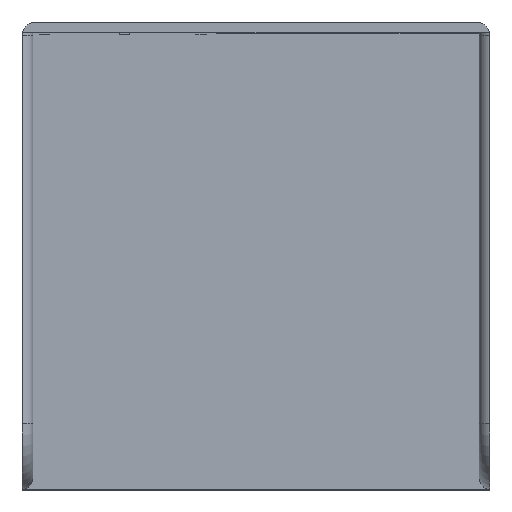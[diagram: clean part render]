
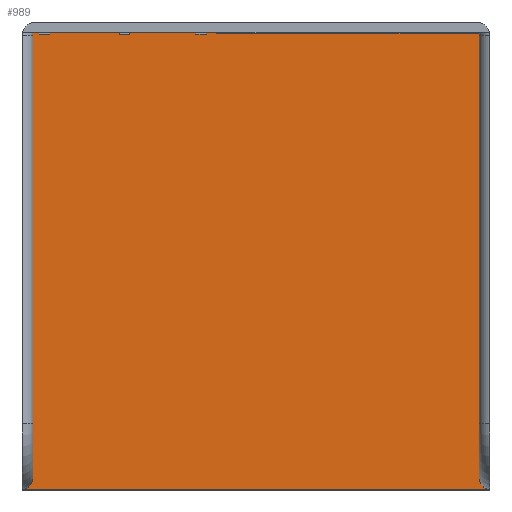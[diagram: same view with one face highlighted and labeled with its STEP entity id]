
A CAD part, top view. The second image highlights one B-rep face of the part: STEP entity #989.
In plain terms, the highlighted planar face has unit normal (0, 0, 1).
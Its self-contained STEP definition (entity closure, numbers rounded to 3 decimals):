
#19=FACE_BOUND('',#140,.T.);
#20=FACE_BOUND('',#141,.T.);
#21=FACE_BOUND('',#142,.T.);
#26=PLANE('',#1073);
#86=FACE_OUTER_BOUND('',#139,.T.);
#139=EDGE_LOOP('',(#735,#736,#737,#738,#739,#740,#741,#742,#743));
#140=EDGE_LOOP('',(#744,#745,#746,#747));
#141=EDGE_LOOP('',(#748,#749,#750,#751));
#142=EDGE_LOOP('',(#752,#753,#754,#755));
#190=LINE('',#1448,#310);
#195=LINE('',#1457,#315);
#204=LINE('',#1532,#324);
#205=LINE('',#1534,#325);
#206=LINE('',#1536,#326);
#207=LINE('',#1537,#327);
#208=LINE('',#1540,#328);
#209=LINE('',#1542,#329);
#210=LINE('',#1544,#330);
#211=LINE('',#1545,#331);
#212=LINE('',#1548,#332);
#213=LINE('',#1550,#333);
#214=LINE('',#1552,#334);
#215=LINE('',#1553,#335);
#216=LINE('',#1556,#336);
#217=LINE('',#1558,#337);
#218=LINE('',#1560,#338);
#219=LINE('',#1561,#339);
#310=VECTOR('',#1148,10.);
#315=VECTOR('',#1155,10.);
#324=VECTOR('',#1196,10.);
#325=VECTOR('',#1197,10.);
#326=VECTOR('',#1198,10.);
#327=VECTOR('',#1199,10.);
#328=VECTOR('',#1200,10.);
#329=VECTOR('',#1201,10.);
#330=VECTOR('',#1202,10.);
#331=VECTOR('',#1203,10.);
#332=VECTOR('',#1204,10.);
#333=VECTOR('',#1205,10.);
#334=VECTOR('',#1206,10.);
#335=VECTOR('',#1207,10.);
#336=VECTOR('',#1208,10.);
#337=VECTOR('',#1209,10.);
#338=VECTOR('',#1210,10.);
#339=VECTOR('',#1211,10.);
#432=CIRCLE('',#1055,5.);
#439=CIRCLE('',#1067,5.);
#440=CIRCLE('',#1069,5.);
#454=VERTEX_POINT('',#1441);
#455=VERTEX_POINT('',#1442);
#456=VERTEX_POINT('',#1447);
#459=VERTEX_POINT('',#1455);
#468=VERTEX_POINT('',#1511);
#469=VERTEX_POINT('',#1516);
#470=VERTEX_POINT('',#1517);
#476=VERTEX_POINT('',#1533);
#477=VERTEX_POINT('',#1535);
#478=VERTEX_POINT('',#1538);
#479=VERTEX_POINT('',#1539);
#480=VERTEX_POINT('',#1541);
#481=VERTEX_POINT('',#1543);
#482=VERTEX_POINT('',#1546);
#483=VERTEX_POINT('',#1547);
#484=VERTEX_POINT('',#1549);
#485=VERTEX_POINT('',#1551);
#486=VERTEX_POINT('',#1554);
#487=VERTEX_POINT('',#1555);
#488=VERTEX_POINT('',#1557);
#489=VERTEX_POINT('',#1559);
#550=EDGE_CURVE('',#454,#455,#432,.T.);
#553=EDGE_CURVE('',#456,#454,#190,.T.);
#558=EDGE_CURVE('',#455,#459,#195,.T.);
#569=EDGE_CURVE('',#456,#468,#439,.F.);
#572=EDGE_CURVE('',#469,#470,#440,.T.);
#580=EDGE_CURVE('',#469,#468,#204,.T.);
#581=EDGE_CURVE('',#459,#476,#205,.T.);
#582=EDGE_CURVE('',#476,#477,#206,.T.);
#583=EDGE_CURVE('',#470,#477,#207,.T.);
#584=EDGE_CURVE('',#478,#479,#208,.T.);
#585=EDGE_CURVE('',#479,#480,#209,.T.);
#586=EDGE_CURVE('',#480,#481,#210,.T.);
#587=EDGE_CURVE('',#481,#478,#211,.T.);
#588=EDGE_CURVE('',#482,#483,#212,.T.);
#589=EDGE_CURVE('',#483,#484,#213,.T.);
#590=EDGE_CURVE('',#484,#485,#214,.T.);
#591=EDGE_CURVE('',#485,#482,#215,.T.);
#592=EDGE_CURVE('',#486,#487,#216,.T.);
#593=EDGE_CURVE('',#487,#488,#217,.T.);
#594=EDGE_CURVE('',#488,#489,#218,.T.);
#595=EDGE_CURVE('',#489,#486,#219,.T.);
#735=ORIENTED_EDGE('',*,*,#572,.F.);
#736=ORIENTED_EDGE('',*,*,#580,.T.);
#737=ORIENTED_EDGE('',*,*,#569,.F.);
#738=ORIENTED_EDGE('',*,*,#553,.T.);
#739=ORIENTED_EDGE('',*,*,#550,.T.);
#740=ORIENTED_EDGE('',*,*,#558,.T.);
#741=ORIENTED_EDGE('',*,*,#581,.T.);
#742=ORIENTED_EDGE('',*,*,#582,.T.);
#743=ORIENTED_EDGE('',*,*,#583,.F.);
#744=ORIENTED_EDGE('',*,*,#584,.T.);
#745=ORIENTED_EDGE('',*,*,#585,.T.);
#746=ORIENTED_EDGE('',*,*,#586,.T.);
#747=ORIENTED_EDGE('',*,*,#587,.T.);
#748=ORIENTED_EDGE('',*,*,#588,.T.);
#749=ORIENTED_EDGE('',*,*,#589,.T.);
#750=ORIENTED_EDGE('',*,*,#590,.T.);
#751=ORIENTED_EDGE('',*,*,#591,.T.);
#752=ORIENTED_EDGE('',*,*,#592,.T.);
#753=ORIENTED_EDGE('',*,*,#593,.T.);
#754=ORIENTED_EDGE('',*,*,#594,.T.);
#755=ORIENTED_EDGE('',*,*,#595,.T.);
#989=ADVANCED_FACE('',(#86,#19,#20,#21),#26,.T.);
#1055=AXIS2_PLACEMENT_3D('',#1443,#1142,#1143);
#1067=AXIS2_PLACEMENT_3D('',#1512,#1176,#1177);
#1069=AXIS2_PLACEMENT_3D('',#1518,#1182,#1183);
#1073=AXIS2_PLACEMENT_3D('',#1531,#1194,#1195);
#1142=DIRECTION('center_axis',(0.,0.,-1.));
#1143=DIRECTION('ref_axis',(-0.2,-0.98,0.));
#1148=DIRECTION('',(1.,0.,0.));
#1155=DIRECTION('',(0.,1.,0.));
#1176=DIRECTION('center_axis',(0.,0.,-1.));
#1177=DIRECTION('ref_axis',(0.2,-0.98,0.));
#1182=DIRECTION('center_axis',(0.,0.,-1.));
#1183=DIRECTION('ref_axis',(-0.707,0.707,0.));
#1194=DIRECTION('center_axis',(0.,0.,1.));
#1195=DIRECTION('ref_axis',(1.,0.,0.));
#1196=DIRECTION('',(0.,-1.,0.));
#1197=DIRECTION('',(-1.,0.,0.));
#1198=DIRECTION('',(0.,1.,0.));
#1199=DIRECTION('',(1.,0.,0.));
#1200=DIRECTION('',(0.,1.,0.));
#1201=DIRECTION('',(1.,0.,0.));
#1202=DIRECTION('',(0.,-1.,0.));
#1203=DIRECTION('',(-1.,0.,0.));
#1204=DIRECTION('',(0.,1.,0.));
#1205=DIRECTION('',(1.,0.,0.));
#1206=DIRECTION('',(0.,-1.,0.));
#1207=DIRECTION('',(-1.,0.,0.));
#1208=DIRECTION('',(0.,1.,0.));
#1209=DIRECTION('',(1.,0.,0.));
#1210=DIRECTION('',(0.,-1.,0.));
#1211=DIRECTION('',(-1.,0.,0.));
#1441=CARTESIAN_POINT('',(142.923,-148.664,5.));
#1442=CARTESIAN_POINT('',(138.923,-143.765,5.));
#1443=CARTESIAN_POINT('Origin',(143.923,-143.765,5.));
#1447=CARTESIAN_POINT('',(-35.077,-148.664,5.));
#1448=CARTESIAN_POINT('',(142.923,-148.664,5.));
#1455=CARTESIAN_POINT('',(138.923,25.336,5.));
#1457=CARTESIAN_POINT('',(138.923,-15.164,5.));
#1511=CARTESIAN_POINT('',(-31.077,-143.765,5.));
#1512=CARTESIAN_POINT('Origin',(-36.077,-143.765,5.));
#1516=CARTESIAN_POINT('',(-31.077,29.235,5.));
#1517=CARTESIAN_POINT('',(-30.077,29.336,5.));
#1518=CARTESIAN_POINT('Origin',(-30.077,24.336,5.));
#1531=CARTESIAN_POINT('Origin',(53.923,-59.664,5.));
#1532=CARTESIAN_POINT('',(-31.077,-104.164,5.));
#1533=CARTESIAN_POINT('',(38.923,25.336,5.));
#1534=CARTESIAN_POINT('',(11.423,25.336,5.));
#1535=CARTESIAN_POINT('',(38.923,29.336,5.));
#1536=CARTESIAN_POINT('',(38.923,25.336,5.));
#1537=CARTESIAN_POINT('',(90.923,29.336,5.));
#1538=CARTESIAN_POINT('',(-28.546,25.002,5.));
#1539=CARTESIAN_POINT('',(-28.546,29.002,5.));
#1540=CARTESIAN_POINT('',(-28.546,-17.331,5.));
#1541=CARTESIAN_POINT('',(-24.546,29.002,5.));
#1542=CARTESIAN_POINT('',(12.689,29.002,5.));
#1543=CARTESIAN_POINT('',(-24.546,25.002,5.));
#1544=CARTESIAN_POINT('',(-24.546,-15.331,5.));
#1545=CARTESIAN_POINT('',(14.689,25.002,5.));
#1546=CARTESIAN_POINT('',(1.785,24.985,5.));
#1547=CARTESIAN_POINT('',(1.785,28.985,5.));
#1548=CARTESIAN_POINT('',(1.785,-17.34,5.));
#1549=CARTESIAN_POINT('',(5.785,28.985,5.));
#1550=CARTESIAN_POINT('',(27.854,28.985,5.));
#1551=CARTESIAN_POINT('',(5.785,24.985,5.));
#1552=CARTESIAN_POINT('',(5.785,-15.34,5.));
#1553=CARTESIAN_POINT('',(29.854,24.985,5.));
#1554=CARTESIAN_POINT('',(31.,25.,5.));
#1555=CARTESIAN_POINT('',(31.,29.,5.));
#1556=CARTESIAN_POINT('',(31.,-17.332,5.));
#1557=CARTESIAN_POINT('',(35.,29.,5.));
#1558=CARTESIAN_POINT('',(42.462,29.,5.));
#1559=CARTESIAN_POINT('',(35.,25.,5.));
#1560=CARTESIAN_POINT('',(35.,-15.332,5.));
#1561=CARTESIAN_POINT('',(44.462,25.,5.));
